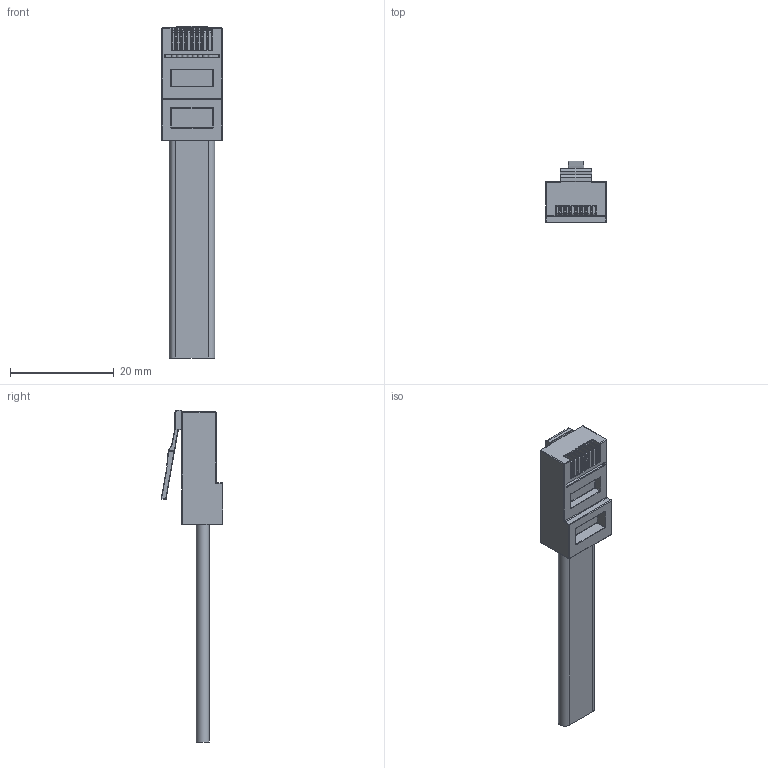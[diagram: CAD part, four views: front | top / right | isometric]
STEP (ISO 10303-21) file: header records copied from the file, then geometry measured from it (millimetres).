
FILE_DESCRIPTION(/* description */ (''),/* implementation_level */ '2;1');
FILE_NAME(/* name */ 'RJ45_Ethernet_Plug.step',/* time_stamp */ '2019-04-03T23:08:47+02:00',/* author */ ('LukasTreibenreif'),/* organization */ (''),/* preprocessor_version */ 'ST-DEVELOPER v17.2',/* originating_system */ 'Autodesk Translation Framework v7.6.0.251',/* authorisation */ '');
FILE_SCHEMA (('AUTOMOTIVE_DESIGN { 1 0 10303 214 3 1 1 }'));
Length unit declared in the file: millimetre
Products named in the file (1): RJ45PLUG
Bounding box: 11.68 x 11.94 x 64.04 mm (x, y, z)
Volume: 2607.4 mm3; surface area: 3394.3 mm2
Topology: 18 solids, 18 shells, 831 faces, 2096 edges, 1295 vertices
Faces by surface type: bspline 350, cylinder 238, plane 190, torus 40, sphere 13
Full cylindrical faces by diameter (mm): 0.7 x16, 1 x24
Entity records: 36993 total; most frequent: CARTESIAN_POINT 17825, ORIENTED_EDGE 4172, DIRECTION 3782, EDGE_CURVE 2086, AXIS2_PLACEMENT_3D 1572, VERTEX_POINT 1295, CIRCLE 1077, EDGE_LOOP 867
